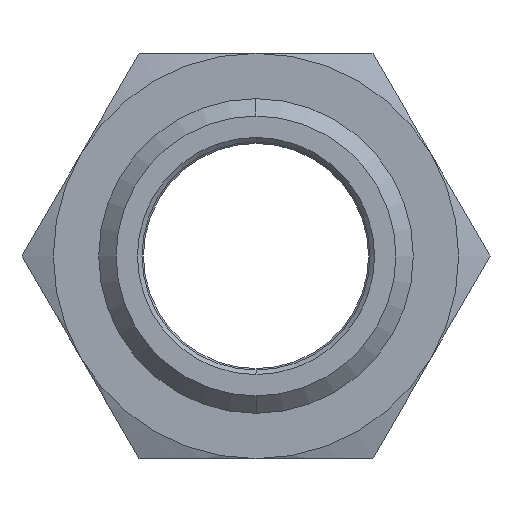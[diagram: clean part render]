
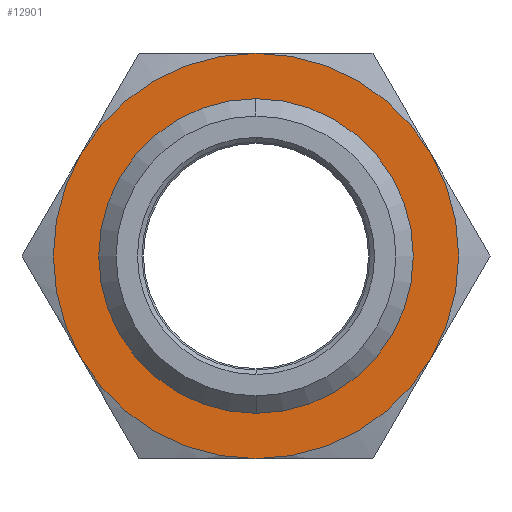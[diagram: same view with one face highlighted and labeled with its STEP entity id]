
A CAD part, left-side view. The second image highlights one B-rep face of the part: STEP entity #12901.
In plain terms, the highlighted planar face has unit normal (-1, 0, 0).
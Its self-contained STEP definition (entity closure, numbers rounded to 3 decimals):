
#7 = DIRECTION ( 'NONE',  ( -1., 0., 0. ) ) ;
#132 = ORIENTED_EDGE ( 'NONE', *, *, #3320, .T. ) ;
#285 = AXIS2_PLACEMENT_3D ( 'NONE', #10607, #11681, #4145 ) ;
#506 = FACE_OUTER_BOUND ( 'NONE', #8111, .T. ) ;
#1026 = CARTESIAN_POINT ( 'NONE',  ( -38., 0., 0. ) ) ;
#1351 = ORIENTED_EDGE ( 'NONE', *, *, #10819, .T. ) ;
#1357 = CARTESIAN_POINT ( 'NONE',  ( -38., 0., -13.5 ) ) ;
#1395 = DIRECTION ( 'NONE',  ( -1., 0., 0. ) ) ;
#1477 = DIRECTION ( 'NONE',  ( 0., 0., 1. ) ) ;
#1605 = CARTESIAN_POINT ( 'NONE',  ( -38., 20.18, 0. ) ) ;
#1806 = CIRCLE ( 'NONE', #2115, 13.5 ) ;
#2045 = DIRECTION ( 'NONE',  ( 0., 0., 1. ) ) ;
#2115 = AXIS2_PLACEMENT_3D ( 'NONE', #12293, #5806, #6894 ) ;
#2287 = CARTESIAN_POINT ( 'NONE',  ( -38., 0., 0. ) ) ;
#2808 = EDGE_CURVE ( 'NONE', #3716, #4603, #13044, .T. ) ;
#2950 = EDGE_CURVE ( 'NONE', #4291, #5414, #3077, .T. ) ;
#3077 = CIRCLE ( 'NONE', #5243, 13.5 ) ;
#3320 = EDGE_CURVE ( 'NONE', #8150, #4291, #7262, .T. ) ;
#3365 = EDGE_CURVE ( 'NONE', #4603, #3716, #11813, .T. ) ;
#3377 = FACE_BOUND ( 'NONE', #4480, .T. ) ;
#3386 = EDGE_CURVE ( 'NONE', #6995, #8150, #10660, .T. ) ;
#3546 = PLANE ( 'NONE',  #11520 ) ;
#3716 = VERTEX_POINT ( 'NONE', #10722 ) ;
#3728 = CIRCLE ( 'NONE', #11216, 13.5 ) ;
#4122 = ORIENTED_EDGE ( 'NONE', *, *, #5184, .T. ) ;
#4145 = DIRECTION ( 'NONE',  ( 0., 0., 1. ) ) ;
#4291 = VERTEX_POINT ( 'NONE', #11678 ) ;
#4458 = DIRECTION ( 'NONE',  ( -1., 0., 0. ) ) ;
#4480 = EDGE_LOOP ( 'NONE', ( #8649, #8516 ) ) ;
#4603 = VERTEX_POINT ( 'NONE', #8479 ) ;
#5184 = EDGE_CURVE ( 'NONE', #5414, #13937, #11598, .T. ) ;
#5243 = AXIS2_PLACEMENT_3D ( 'NONE', #6598, #4458, #7767 ) ;
#5360 = DIRECTION ( 'NONE',  ( -1., 0., 0. ) ) ;
#5414 = VERTEX_POINT ( 'NONE', #11027 ) ;
#5806 = DIRECTION ( 'NONE',  ( -1., 0., 0. ) ) ;
#6127 = AXIS2_PLACEMENT_3D ( 'NONE', #12230, #7951, #1477 ) ;
#6352 = DIRECTION ( 'NONE',  ( 0., 0., 1. ) ) ;
#6396 = ORIENTED_EDGE ( 'NONE', *, *, #2950, .T. ) ;
#6598 = CARTESIAN_POINT ( 'NONE',  ( -38., 0., 0. ) ) ;
#6894 = DIRECTION ( 'NONE',  ( 0., 0., 1. ) ) ;
#6962 = DIRECTION ( 'NONE',  ( 0., 0., 1. ) ) ;
#6995 = VERTEX_POINT ( 'NONE', #13613 ) ;
#7262 = CIRCLE ( 'NONE', #7599, 13.5 ) ;
#7354 = AXIS2_PLACEMENT_3D ( 'NONE', #10627, #7, #6352 ) ;
#7599 = AXIS2_PLACEMENT_3D ( 'NONE', #2287, #1395, #2045 ) ;
#7767 = DIRECTION ( 'NONE',  ( 0., 0., 1. ) ) ;
#7951 = DIRECTION ( 'NONE',  ( 1., 0., 0. ) ) ;
#8111 = EDGE_LOOP ( 'NONE', ( #12808, #132, #6396, #4122, #13089, #1351 ) ) ;
#8150 = VERTEX_POINT ( 'NONE', #10320 ) ;
#8305 = DIRECTION ( 'NONE',  ( 1., 0., 0. ) ) ;
#8479 = CARTESIAN_POINT ( 'NONE',  ( -38., 0., 9.324 ) ) ;
#8516 = ORIENTED_EDGE ( 'NONE', *, *, #2808, .T. ) ;
#8649 = ORIENTED_EDGE ( 'NONE', *, *, #3365, .T. ) ;
#9210 = DIRECTION ( 'NONE',  ( -1., 0., 0. ) ) ;
#9260 = VERTEX_POINT ( 'NONE', #10067 ) ;
#9418 = EDGE_CURVE ( 'NONE', #13937, #9260, #3728, .T. ) ;
#10067 = CARTESIAN_POINT ( 'NONE',  ( -38., -11.691, -6.75 ) ) ;
#10320 = CARTESIAN_POINT ( 'NONE',  ( -38., 0., 13.5 ) ) ;
#10607 = CARTESIAN_POINT ( 'NONE',  ( -38., 0., 0. ) ) ;
#10627 = CARTESIAN_POINT ( 'NONE',  ( -38., 0., 0. ) ) ;
#10660 = CIRCLE ( 'NONE', #285, 13.5 ) ;
#10722 = CARTESIAN_POINT ( 'NONE',  ( -38., 0., -9.324 ) ) ;
#10819 = EDGE_CURVE ( 'NONE', #9260, #6995, #1806, .T. ) ;
#11027 = CARTESIAN_POINT ( 'NONE',  ( -38., 11.691, -6.75 ) ) ;
#11216 = AXIS2_PLACEMENT_3D ( 'NONE', #1026, #5360, #13961 ) ;
#11520 = AXIS2_PLACEMENT_3D ( 'NONE', #1605, #9210, #6962 ) ;
#11598 = CIRCLE ( 'NONE', #7354, 13.5 ) ;
#11678 = CARTESIAN_POINT ( 'NONE',  ( -38., 11.691, 6.75 ) ) ;
#11681 = DIRECTION ( 'NONE',  ( -1., 0., 0. ) ) ;
#11813 = CIRCLE ( 'NONE', #12014, 9.324 ) ;
#12014 = AXIS2_PLACEMENT_3D ( 'NONE', #13782, #8305, #13690 ) ;
#12230 = CARTESIAN_POINT ( 'NONE',  ( -38., 0., 0. ) ) ;
#12293 = CARTESIAN_POINT ( 'NONE',  ( -38., 0., 0. ) ) ;
#12808 = ORIENTED_EDGE ( 'NONE', *, *, #3386, .T. ) ;
#12901 = ADVANCED_FACE ( 'NONE', ( #3377, #506 ), #3546, .T. ) ;
#13044 = CIRCLE ( 'NONE', #6127, 9.324 ) ;
#13089 = ORIENTED_EDGE ( 'NONE', *, *, #9418, .T. ) ;
#13613 = CARTESIAN_POINT ( 'NONE',  ( -38., -11.691, 6.75 ) ) ;
#13690 = DIRECTION ( 'NONE',  ( 0., 0., 1. ) ) ;
#13782 = CARTESIAN_POINT ( 'NONE',  ( -38., 0., 0. ) ) ;
#13937 = VERTEX_POINT ( 'NONE', #1357 ) ;
#13961 = DIRECTION ( 'NONE',  ( 0., 0., 1. ) ) ;
